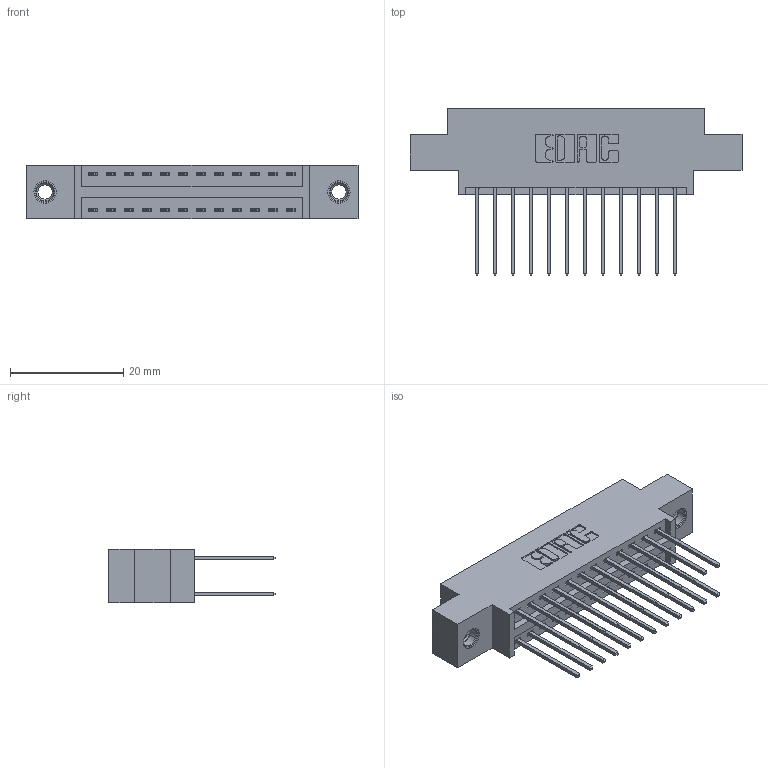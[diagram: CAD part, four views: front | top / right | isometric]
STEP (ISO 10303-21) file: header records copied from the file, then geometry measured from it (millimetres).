
FILE_DESCRIPTION (( 'STEP AP203' ), '1' );
FILE_NAME ('346-024-540-807.STEP', '2022-05-18T23:34:50', ( '' ), ( '' ), 'SwSTEP 2.0', 'SolidWorks 2020', '' );
FILE_SCHEMA (( 'CONFIG_CONTROL_DESIGN' ));
Length unit declared in the file: inch
Products named in the file (4): 346 Part_0.170 Offset - 0.156 Dia-TI; 345-250-001_345-250-005-103; 345-292-001_345-293-140; 346-024-540-807
Assembly tree (27 placements, depth 2):
  346-024-540-807
    346 Part_0.170 Offset - 0.156 Dia-TI
    345-292-001_345-293-140  x24
    345-250-001_345-250-005-103  x2
Bounding box: 58.67 x 29.46 x 9.4 mm (x, y, z)
Volume: 5411.3 mm3; surface area: 7610.4 mm2
Topology: 27 solids, 27 shells, 1434 faces, 4197 edges, 2758 vertices
Faces by surface type: plane 952, cylinder 466, cone 12, torus 4
Entity records: 13206 total; most frequent: CARTESIAN_POINT 2203, ORIENTED_EDGE 2130, DIRECTION 2019, EDGE_CURVE 1065, VECTOR 865, LINE 865, VERTEX_POINT 704, AXIS2_PLACEMENT_3D 577
